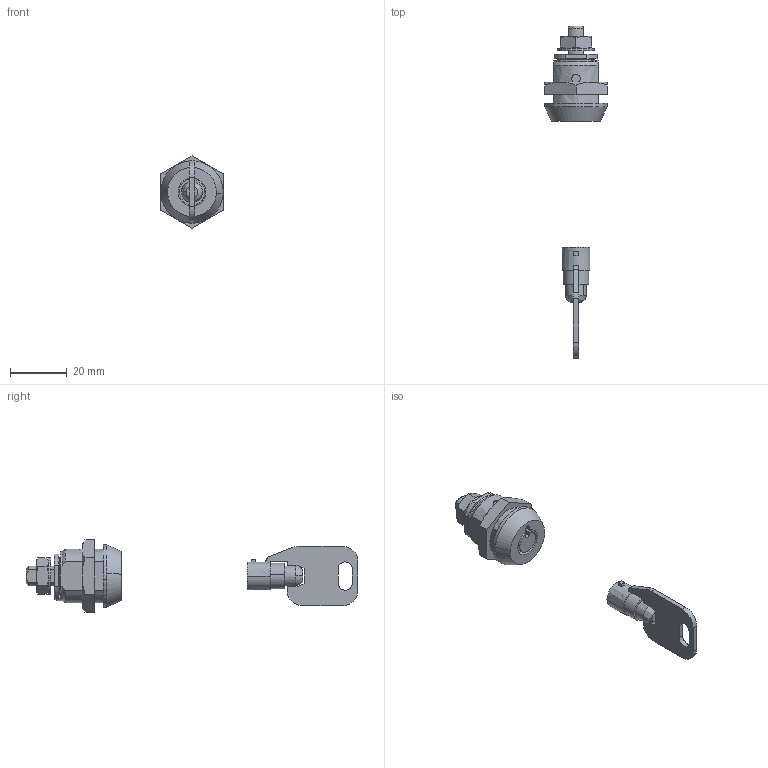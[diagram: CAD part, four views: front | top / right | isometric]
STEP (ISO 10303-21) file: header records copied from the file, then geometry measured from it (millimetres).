
FILE_DESCRIPTION((''),'2;1');
FILE_NAME('','2005-07-20T12:04:33',(''),(''),'','CADfix','');
FILE_SCHEMA(('AUTOMOTIVE_DESIGN'));
Length unit declared in the file: millimetre
Products named in the file (5): nut_B; nut_A; lock; key; TL_96_1_DIFFERENT KEY_B_23529_36
Assembly tree (4 placements, depth 2):
  TL_96_1_DIFFERENT KEY_B_23529_36
    nut_B
    nut_A
    lock
    key
Bounding box: 22 x 117.09 x 25.4 mm (x, y, z)
Volume: 8836.1 mm3; surface area: 6298 mm2
Topology: 4 solids, 4 shells, 142 faces, 405 edges, 281 vertices
Faces by surface type: bspline 142
Entity records: 5330 total; most frequent: CARTESIAN_POINT 2943, ORIENTED_EDGE 810, EDGE_CURVE 405, VERTEX_POINT 281, QUASI_UNIFORM_CURVE 169, EDGE_LOOP 162, FACE_OUTER_BOUND 142, ADVANCED_FACE 142
